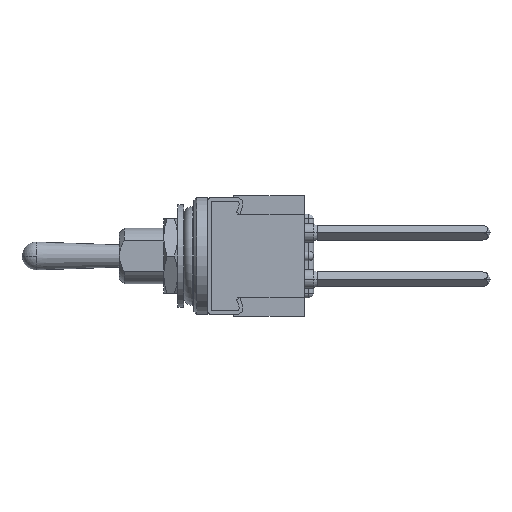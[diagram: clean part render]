
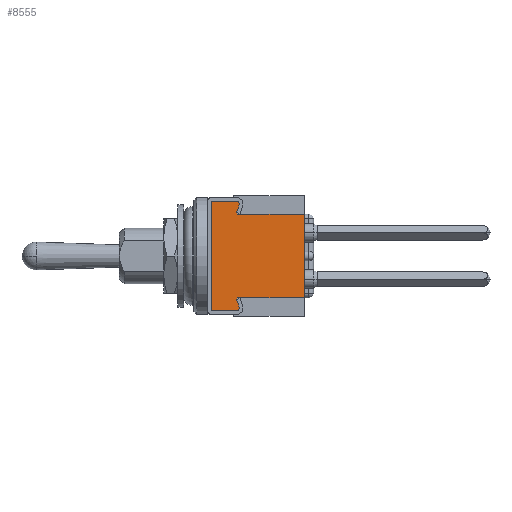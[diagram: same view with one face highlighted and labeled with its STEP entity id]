
A CAD part, left-side view. The second image highlights one B-rep face of the part: STEP entity #8555.
In plain terms, the highlighted planar face has unit normal (-1, 0, 0).
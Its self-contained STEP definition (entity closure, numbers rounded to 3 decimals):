
#175 = CARTESIAN_POINT ( 'NONE',  ( -7.4, 7.3, 5.6 ) ) ;
#216 = CARTESIAN_POINT ( 'NONE',  ( -7.4, 7.3, -5.9 ) ) ;
#293 = VERTEX_POINT ( 'NONE', #7419 ) ;
#310 = DIRECTION ( 'NONE',  ( 0., 0., 1. ) ) ;
#644 = CIRCLE ( 'NONE', #5533, 0.3 ) ;
#665 = DIRECTION ( 'NONE',  ( 0., -1., 0. ) ) ;
#688 = ORIENTED_EDGE ( 'NONE', *, *, #2135, .T. ) ;
#710 = ORIENTED_EDGE ( 'NONE', *, *, #1145, .F. ) ;
#778 = EDGE_CURVE ( 'NONE', #4802, #4115, #7991, .T. ) ;
#830 = CARTESIAN_POINT ( 'NONE',  ( -7.4, 7.017, -5.501 ) ) ;
#858 = DIRECTION ( 'NONE',  ( 1., 0., 0. ) ) ;
#881 = LINE ( 'NONE', #4332, #4385 ) ;
#1016 = CARTESIAN_POINT ( 'NONE',  ( -7.4, 10., -5.9 ) ) ;
#1020 = LINE ( 'NONE', #5467, #4090 ) ;
#1069 = CARTESIAN_POINT ( 'NONE',  ( -7.4, 0., 4.5 ) ) ;
#1145 = EDGE_CURVE ( 'NONE', #7532, #7417, #881, .T. ) ;
#1159 = CARTESIAN_POINT ( 'NONE',  ( -7.4, 10., 5.9 ) ) ;
#1208 = VERTEX_POINT ( 'NONE', #4915 ) ;
#1363 = VECTOR ( 'NONE', #7742, 1000. ) ;
#1381 = CARTESIAN_POINT ( 'NONE',  ( -7.4, 7.017, -5.501 ) ) ;
#1448 = CARTESIAN_POINT ( 'NONE',  ( -7.4, 7.3, -4.689 ) ) ;
#1523 = ORIENTED_EDGE ( 'NONE', *, *, #778, .T. ) ;
#1819 = DIRECTION ( 'NONE',  ( 0., 0., -1. ) ) ;
#1826 = ORIENTED_EDGE ( 'NONE', *, *, #3108, .T. ) ;
#1882 = CARTESIAN_POINT ( 'NONE',  ( -7.4, 7.166, -4.5 ) ) ;
#1985 = ORIENTED_EDGE ( 'NONE', *, *, #6775, .T. ) ;
#2070 = DIRECTION ( 'NONE',  ( 0., 0.329, 0.944 ) ) ;
#2135 = EDGE_CURVE ( 'NONE', #1208, #5009, #5399, .T. ) ;
#2208 = EDGE_CURVE ( 'NONE', #293, #8212, #4200, .T. ) ;
#2415 = VECTOR ( 'NONE', #665, 1000. ) ;
#2539 = VECTOR ( 'NONE', #1819, 1000. ) ;
#2648 = CARTESIAN_POINT ( 'NONE',  ( -7.4, 7.3, 4.689 ) ) ;
#2805 = DIRECTION ( 'NONE',  ( 0., -0.579, 0.815 ) ) ;
#2821 = FACE_OUTER_BOUND ( 'NONE', #4965, .T. ) ;
#2836 = VERTEX_POINT ( 'NONE', #8382 ) ;
#2843 = LINE ( 'NONE', #6483, #3929 ) ;
#2905 = ORIENTED_EDGE ( 'NONE', *, *, #2208, .F. ) ;
#2939 = CARTESIAN_POINT ( 'NONE',  ( -7.4, 7.3, 5.6 ) ) ;
#3108 = EDGE_CURVE ( 'NONE', #5009, #4362, #6281, .T. ) ;
#3280 = LINE ( 'NONE', #1016, #8465 ) ;
#3385 = CARTESIAN_POINT ( 'NONE',  ( -7.4, 7.3, 5.9 ) ) ;
#3422 = EDGE_CURVE ( 'NONE', #5136, #4802, #3280, .T. ) ;
#3668 = ORIENTED_EDGE ( 'NONE', *, *, #6216, .F. ) ;
#3726 = DIRECTION ( 'NONE',  ( 1., 0., 0. ) ) ;
#3790 = AXIS2_PLACEMENT_3D ( 'NONE', #2939, #858, #6479 ) ;
#3888 = ORIENTED_EDGE ( 'NONE', *, *, #6955, .F. ) ;
#3908 = CARTESIAN_POINT ( 'NONE',  ( -7.4, 7.166, 4.5 ) ) ;
#3929 = VECTOR ( 'NONE', #310, 1000. ) ;
#3941 = VECTOR ( 'NONE', #5726, 1000. ) ;
#4090 = VECTOR ( 'NONE', #5535, 1000. ) ;
#4115 = VERTEX_POINT ( 'NONE', #830 ) ;
#4187 = CARTESIAN_POINT ( 'NONE',  ( -7.4, 7.166, -4.5 ) ) ;
#4200 = LINE ( 'NONE', #9038, #1363 ) ;
#4332 = CARTESIAN_POINT ( 'NONE',  ( -7.4, 10., 5.9 ) ) ;
#4362 = VERTEX_POINT ( 'NONE', #6767 ) ;
#4385 = VECTOR ( 'NONE', #7845, 1000. ) ;
#4722 = EDGE_CURVE ( 'NONE', #7417, #293, #644, .T. ) ;
#4802 = VERTEX_POINT ( 'NONE', #216 ) ;
#4915 = CARTESIAN_POINT ( 'NONE',  ( -7.4, 7.3, -4.689 ) ) ;
#4965 = EDGE_LOOP ( 'NONE', ( #710, #3888, #7402, #1523, #1985, #688, #1826, #8194, #3668, #7211, #2905, #6259 ) ) ;
#5000 = CARTESIAN_POINT ( 'NONE',  ( -7.4, 7.166, 4.5 ) ) ;
#5009 = VERTEX_POINT ( 'NONE', #1882 ) ;
#5063 = VECTOR ( 'NONE', #2805, 1000. ) ;
#5136 = VERTEX_POINT ( 'NONE', #9073 ) ;
#5399 = LINE ( 'NONE', #1448, #5063 ) ;
#5467 = CARTESIAN_POINT ( 'NONE',  ( -7.4, 7.3, 4.689 ) ) ;
#5533 = AXIS2_PLACEMENT_3D ( 'NONE', #175, #3726, #8650 ) ;
#5535 = DIRECTION ( 'NONE',  ( 0., -0.579, -0.815 ) ) ;
#5647 = EDGE_CURVE ( 'NONE', #2836, #4362, #7821, .T. ) ;
#5726 = DIRECTION ( 'NONE',  ( 0., -1., 0. ) ) ;
#5890 = DIRECTION ( 'NONE',  ( 0., -1., 0. ) ) ;
#6216 = EDGE_CURVE ( 'NONE', #7209, #2836, #8800, .T. ) ;
#6259 = ORIENTED_EDGE ( 'NONE', *, *, #4722, .F. ) ;
#6281 = LINE ( 'NONE', #4187, #2415 ) ;
#6378 = VECTOR ( 'NONE', #2070, 1000. ) ;
#6479 = DIRECTION ( 'NONE',  ( 0., 0., -1. ) ) ;
#6483 = CARTESIAN_POINT ( 'NONE',  ( -7.4, 10., 5.9 ) ) ;
#6591 = DIRECTION ( 'NONE',  ( 0., 0., 1. ) ) ;
#6767 = CARTESIAN_POINT ( 'NONE',  ( -7.4, 0., -4.5 ) ) ;
#6775 = EDGE_CURVE ( 'NONE', #4115, #1208, #8241, .T. ) ;
#6955 = EDGE_CURVE ( 'NONE', #5136, #7532, #2843, .T. ) ;
#7155 = PLANE ( 'NONE',  #3790 ) ;
#7209 = VERTEX_POINT ( 'NONE', #3908 ) ;
#7211 = ORIENTED_EDGE ( 'NONE', *, *, #8153, .F. ) ;
#7391 = CARTESIAN_POINT ( 'NONE',  ( -7.4, 7.3, -5.6 ) ) ;
#7402 = ORIENTED_EDGE ( 'NONE', *, *, #3422, .T. ) ;
#7417 = VERTEX_POINT ( 'NONE', #3385 ) ;
#7419 = CARTESIAN_POINT ( 'NONE',  ( -7.4, 7.017, 5.501 ) ) ;
#7532 = VERTEX_POINT ( 'NONE', #1159 ) ;
#7742 = DIRECTION ( 'NONE',  ( 0., 0.329, -0.944 ) ) ;
#7821 = LINE ( 'NONE', #1069, #2539 ) ;
#7845 = DIRECTION ( 'NONE',  ( 0., -1., 0. ) ) ;
#7991 = CIRCLE ( 'NONE', #8207, 0.3 ) ;
#8068 = DIRECTION ( 'NONE',  ( -1., 0., 0. ) ) ;
#8153 = EDGE_CURVE ( 'NONE', #8212, #7209, #1020, .T. ) ;
#8194 = ORIENTED_EDGE ( 'NONE', *, *, #5647, .F. ) ;
#8207 = AXIS2_PLACEMENT_3D ( 'NONE', #7391, #8068, #6591 ) ;
#8212 = VERTEX_POINT ( 'NONE', #2648 ) ;
#8241 = LINE ( 'NONE', #1381, #6378 ) ;
#8382 = CARTESIAN_POINT ( 'NONE',  ( -7.4, 0., 4.5 ) ) ;
#8465 = VECTOR ( 'NONE', #5890, 1000. ) ;
#8555 = ADVANCED_FACE ( 'NONE', ( #2821 ), #7155, .F. ) ;
#8650 = DIRECTION ( 'NONE',  ( 0., 0., -1. ) ) ;
#8800 = LINE ( 'NONE', #5000, #3941 ) ;
#9038 = CARTESIAN_POINT ( 'NONE',  ( -7.4, 7.017, 5.501 ) ) ;
#9073 = CARTESIAN_POINT ( 'NONE',  ( -7.4, 10., -5.9 ) ) ;
